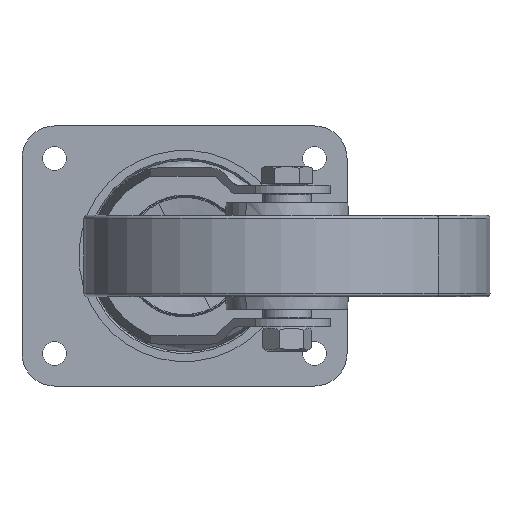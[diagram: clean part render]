
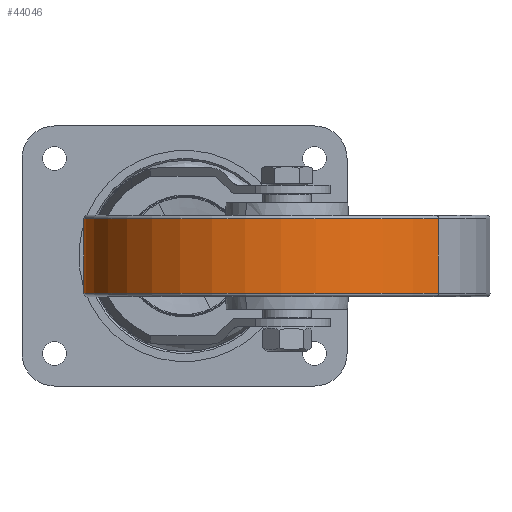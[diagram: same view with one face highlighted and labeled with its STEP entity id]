
A CAD part, front view. The second image highlights one B-rep face of the part: STEP entity #44046.
In plain terms, the highlighted cylindrical face has radius 125 mm (diameter 250 mm), a partial arc.
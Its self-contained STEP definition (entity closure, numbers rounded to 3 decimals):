
#346 = ORIENTED_EDGE ( 'NONE', *, *, #2237, .T. ) ;
#903 = FACE_OUTER_BOUND ( 'NONE', #16096, .T. ) ;
#2237 = EDGE_CURVE ( 'NONE', #4799, #6217, #47967, .T. ) ;
#4799 = VERTEX_POINT ( 'NONE', #38763 ) ;
#5274 = EDGE_CURVE ( 'NONE', #6217, #35388, #43473, .T. ) ;
#6217 = VERTEX_POINT ( 'NONE', #11267 ) ;
#6678 = CYLINDRICAL_SURFACE ( 'NONE', #35271, 125. ) ;
#7850 = VECTOR ( 'NONE', #25972, 1000. ) ;
#7887 = DIRECTION ( 'NONE',  ( -0.746, 0.666, 0. ) ) ;
#8478 = ORIENTED_EDGE ( 'NONE', *, *, #44297, .F. ) ;
#8760 = VECTOR ( 'NONE', #13063, 1000. ) ;
#8998 = LINE ( 'NONE', #14854, #7850 ) ;
#10292 = DIRECTION ( 'NONE',  ( 0., 0., -1. ) ) ;
#11267 = CARTESIAN_POINT ( 'NONE',  ( -30.229, -101.733, 22.995 ) ) ;
#13063 = DIRECTION ( 'NONE',  ( 0., 0., -1. ) ) ;
#14854 = CARTESIAN_POINT ( 'NONE',  ( 156.229, -268.267, -0.005 ) ) ;
#16096 = EDGE_LOOP ( 'NONE', ( #8478, #346, #28211, #20181 ) ) ;
#17964 = EDGE_CURVE ( 'NONE', #19473, #35388, #25788, .T. ) ;
#19473 = VERTEX_POINT ( 'NONE', #46209 ) ;
#20181 = ORIENTED_EDGE ( 'NONE', *, *, #17964, .F. ) ;
#20834 = CARTESIAN_POINT ( 'NONE',  ( 63., -185., -0.005 ) ) ;
#24302 = CARTESIAN_POINT ( 'NONE',  ( 63., -185., -23.005 ) ) ;
#25325 = CARTESIAN_POINT ( 'NONE',  ( -30.229, -101.733, -23.005 ) ) ;
#25788 = CIRCLE ( 'NONE', #26093, 125. ) ;
#25972 = DIRECTION ( 'NONE',  ( 0., 0., -1. ) ) ;
#26093 = AXIS2_PLACEMENT_3D ( 'NONE', #24302, #28151, #46763 ) ;
#28151 = DIRECTION ( 'NONE',  ( 0., 0., -1. ) ) ;
#28211 = ORIENTED_EDGE ( 'NONE', *, *, #5274, .T. ) ;
#29537 = DIRECTION ( 'NONE',  ( 0., 0., -1. ) ) ;
#31275 = CARTESIAN_POINT ( 'NONE',  ( -30.229, -101.733, -0.005 ) ) ;
#33064 = CARTESIAN_POINT ( 'NONE',  ( 63., -185., 22.995 ) ) ;
#35271 = AXIS2_PLACEMENT_3D ( 'NONE', #20834, #10292, #47334 ) ;
#35388 = VERTEX_POINT ( 'NONE', #25325 ) ;
#38763 = CARTESIAN_POINT ( 'NONE',  ( 156.229, -268.267, 22.995 ) ) ;
#43434 = AXIS2_PLACEMENT_3D ( 'NONE', #33064, #29537, #7887 ) ;
#43473 = LINE ( 'NONE', #31275, #8760 ) ;
#44046 = ADVANCED_FACE ( 'NONE', ( #903 ), #6678, .T. ) ;
#44297 = EDGE_CURVE ( 'NONE', #4799, #19473, #8998, .T. ) ;
#46209 = CARTESIAN_POINT ( 'NONE',  ( 156.229, -268.267, -23.005 ) ) ;
#46763 = DIRECTION ( 'NONE',  ( -0.746, 0.666, 0. ) ) ;
#47334 = DIRECTION ( 'NONE',  ( -0.746, 0.666, 0. ) ) ;
#47967 = CIRCLE ( 'NONE', #43434, 125. ) ;
